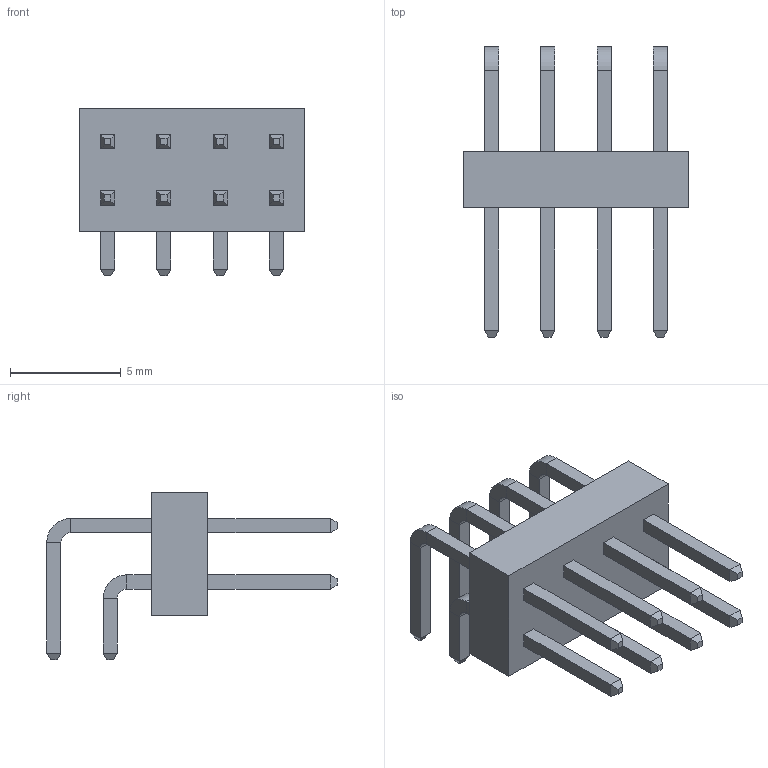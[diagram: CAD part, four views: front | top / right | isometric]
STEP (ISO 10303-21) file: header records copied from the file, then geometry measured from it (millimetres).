
FILE_DESCRIPTION (( 'STEP AP214' ), '1' );
FILE_NAME ('HEADER_RA_4X2_2P54.STEP', '2023-07-06T13:42:46', ( '' ), ( '' ), 'SwSTEP 2.0', 'SolidWorks 2023', '' );
FILE_SCHEMA (( 'AUTOMOTIVE_DESIGN' ));
Length unit declared in the file: millimetre
Products named in the file (1): HEADER_RA_4X2_2P54
Bounding box: 10.16 x 13.11 x 7.56 mm (x, y, z)
Volume: 186.6 mm3; surface area: 474 mm2
Topology: 17 solids, 17 shells, 230 faces, 460 edges, 264 vertices
Faces by surface type: plane 214, cylinder 16
Entity records: 8453 total; most frequent: CARTESIAN_POINT 1147, ORIENTED_EDGE 920, DIRECTION 890, EDGE_CURVE 460, LINE 364, VECTOR 364, VERTEX_POINT 264, AXIS2_PLACEMENT_3D 263
